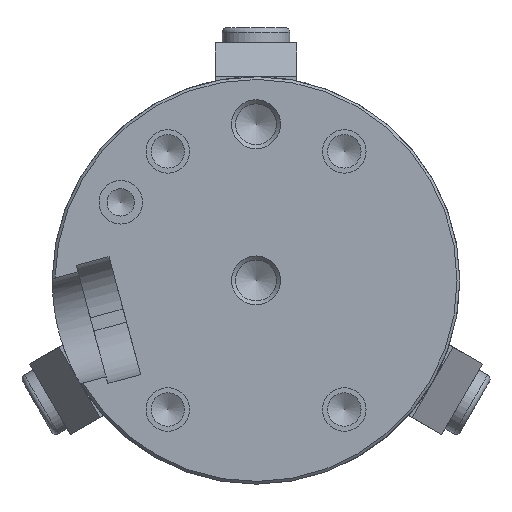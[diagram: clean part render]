
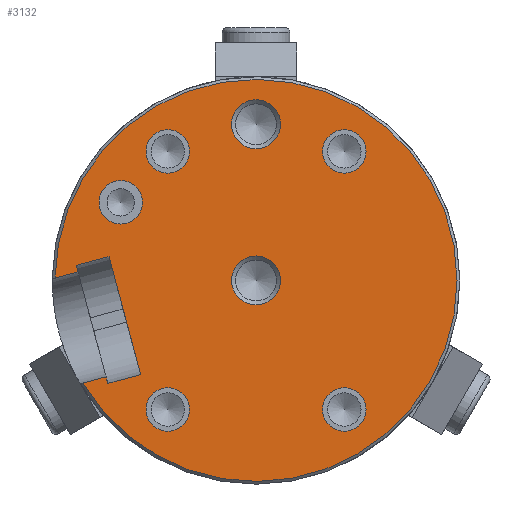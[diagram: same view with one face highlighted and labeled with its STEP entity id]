
A CAD part, front view. The second image highlights one B-rep face of the part: STEP entity #3132.
In plain terms, the highlighted planar face has unit normal (0, -1, 0).
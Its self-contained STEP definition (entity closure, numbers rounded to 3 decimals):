
#94=PLANE('',#3318);
#226=LINE('',#4427,#443);
#227=LINE('',#4430,#444);
#228=LINE('',#4432,#445);
#229=LINE('',#4434,#446);
#230=LINE('',#4436,#447);
#231=LINE('',#4438,#448);
#232=LINE('',#4442,#449);
#443=VECTOR('',#3660,1000.);
#444=VECTOR('',#3661,1000.);
#445=VECTOR('',#3662,1000.);
#446=VECTOR('',#3663,1000.);
#447=VECTOR('',#3664,1000.);
#448=VECTOR('',#3665,1000.);
#449=VECTOR('',#3668,1000.);
#671=CIRCLE('',#3319,1.8);
#672=CIRCLE('',#3320,1.8);
#673=CIRCLE('',#3321,1.6);
#674=CIRCLE('',#3322,1.6);
#675=CIRCLE('',#3323,1.6);
#676=CIRCLE('',#3324,1.6);
#677=CIRCLE('',#3325,1.6);
#678=CIRCLE('',#3326,14.8);
#829=ORIENTED_EDGE('',*,*,#1454,.F.);
#830=ORIENTED_EDGE('',*,*,#1455,.F.);
#831=ORIENTED_EDGE('',*,*,#1456,.F.);
#832=ORIENTED_EDGE('',*,*,#1457,.F.);
#833=ORIENTED_EDGE('',*,*,#1458,.T.);
#834=ORIENTED_EDGE('',*,*,#1459,.F.);
#835=ORIENTED_EDGE('',*,*,#1460,.T.);
#836=ORIENTED_EDGE('',*,*,#1461,.F.);
#837=ORIENTED_EDGE('',*,*,#1462,.F.);
#838=ORIENTED_EDGE('',*,*,#1463,.T.);
#839=ORIENTED_EDGE('',*,*,#1464,.T.);
#840=ORIENTED_EDGE('',*,*,#1465,.F.);
#841=ORIENTED_EDGE('',*,*,#1466,.T.);
#842=ORIENTED_EDGE('',*,*,#1467,.T.);
#843=ORIENTED_EDGE('',*,*,#1468,.T.);
#1454=EDGE_CURVE('',#1763,#1763,#671,.F.);
#1455=EDGE_CURVE('',#1764,#1764,#672,.T.);
#1456=EDGE_CURVE('',#1765,#1765,#673,.T.);
#1457=EDGE_CURVE('',#1766,#1766,#674,.T.);
#1458=EDGE_CURVE('',#1767,#1767,#675,.T.);
#1459=EDGE_CURVE('',#1768,#1768,#676,.T.);
#1460=EDGE_CURVE('',#1769,#1769,#677,.T.);
#1461=EDGE_CURVE('',#1770,#1771,#226,.T.);
#1462=EDGE_CURVE('',#1772,#1770,#227,.T.);
#1463=EDGE_CURVE('',#1772,#1773,#228,.T.);
#1464=EDGE_CURVE('',#1773,#1774,#229,.T.);
#1465=EDGE_CURVE('',#1775,#1774,#230,.T.);
#1466=EDGE_CURVE('',#1775,#1776,#231,.T.);
#1467=EDGE_CURVE('',#1776,#1777,#678,.T.);
#1468=EDGE_CURVE('',#1777,#1771,#232,.T.);
#1763=VERTEX_POINT('',#4414);
#1764=VERTEX_POINT('',#4416);
#1765=VERTEX_POINT('',#4418);
#1766=VERTEX_POINT('',#4420);
#1767=VERTEX_POINT('',#4422);
#1768=VERTEX_POINT('',#4424);
#1769=VERTEX_POINT('',#4426);
#1770=VERTEX_POINT('',#4428);
#1771=VERTEX_POINT('',#4429);
#1772=VERTEX_POINT('',#4431);
#1773=VERTEX_POINT('',#4433);
#1774=VERTEX_POINT('',#4435);
#1775=VERTEX_POINT('',#4437);
#1776=VERTEX_POINT('',#4439);
#1777=VERTEX_POINT('',#4441);
#1970=EDGE_LOOP('',(#829));
#1971=EDGE_LOOP('',(#830));
#1972=EDGE_LOOP('',(#831));
#1973=EDGE_LOOP('',(#832));
#1974=EDGE_LOOP('',(#833));
#1975=EDGE_LOOP('',(#834));
#1976=EDGE_LOOP('',(#835));
#1977=EDGE_LOOP('',(#836,#837,#838,#839,#840,#841,#842,#843));
#2180=FACE_BOUND('',#1970,.T.);
#2181=FACE_BOUND('',#1971,.T.);
#2182=FACE_BOUND('',#1972,.T.);
#2183=FACE_BOUND('',#1973,.T.);
#2184=FACE_BOUND('',#1974,.T.);
#2185=FACE_BOUND('',#1975,.T.);
#2186=FACE_BOUND('',#1976,.T.);
#2187=FACE_BOUND('',#1977,.T.);
#3132=ADVANCED_FACE('',(#2180,#2181,#2182,#2183,#2184,#2185,#2186,#2187),
#94,.F.);
#3318=AXIS2_PLACEMENT_3D('',#4412,#3644,#3645);
#3319=AXIS2_PLACEMENT_3D('',#4413,#3646,#3647);
#3320=AXIS2_PLACEMENT_3D('',#4415,#3648,#3649);
#3321=AXIS2_PLACEMENT_3D('',#4417,#3650,#3651);
#3322=AXIS2_PLACEMENT_3D('',#4419,#3652,#3653);
#3323=AXIS2_PLACEMENT_3D('',#4421,#3654,#3655);
#3324=AXIS2_PLACEMENT_3D('',#4423,#3656,#3657);
#3325=AXIS2_PLACEMENT_3D('',#4425,#3658,#3659);
#3326=AXIS2_PLACEMENT_3D('',#4440,#3666,#3667);
#3644=DIRECTION('',(0.,1.,0.));
#3645=DIRECTION('',(0.,0.,1.));
#3646=DIRECTION('',(0.,1.,0.));
#3647=DIRECTION('',(0.,0.,1.));
#3648=DIRECTION('',(0.,-1.,0.));
#3649=DIRECTION('',(0.,0.,-1.));
#3650=DIRECTION('',(0.,-1.,0.));
#3651=DIRECTION('',(0.,0.,-1.));
#3652=DIRECTION('',(0.,-1.,0.));
#3653=DIRECTION('',(0.,0.,-1.));
#3654=DIRECTION('',(0.,1.,0.));
#3655=DIRECTION('',(0.,0.,1.));
#3656=DIRECTION('',(0.,-1.,0.));
#3657=DIRECTION('',(0.,0.,-1.));
#3658=DIRECTION('',(0.,1.,0.));
#3659=DIRECTION('',(0.,0.,1.));
#3660=DIRECTION('',(0.259,0.,-0.966));
#3661=DIRECTION('',(-0.966,0.,-0.259));
#3662=DIRECTION('',(0.259,0.,-0.966));
#3663=DIRECTION('',(-0.966,0.,-0.259));
#3664=DIRECTION('',(0.259,0.,-0.966));
#3665=DIRECTION('',(-0.966,0.,-0.259));
#3666=DIRECTION('',(0.,-1.,0.));
#3667=DIRECTION('',(0.,0.,-1.));
#3668=DIRECTION('',(0.966,0.,0.259));
#4412=CARTESIAN_POINT('',(14.8,0.,0.));
#4413=CARTESIAN_POINT('',(0.,0.,0.));
#4414=CARTESIAN_POINT('',(0.,0.,1.8));
#4415=CARTESIAN_POINT('',(0.,0.,11.5));
#4416=CARTESIAN_POINT('',(0.,0.,9.7));
#4417=CARTESIAN_POINT('',(6.5,0.,-9.5));
#4418=CARTESIAN_POINT('',(6.5,0.,-11.1));
#4419=CARTESIAN_POINT('',(6.5,0.,9.5));
#4420=CARTESIAN_POINT('',(6.5,0.,7.9));
#4421=CARTESIAN_POINT('',(-6.5,0.,9.5));
#4422=CARTESIAN_POINT('',(-6.5,0.,11.1));
#4423=CARTESIAN_POINT('',(-6.5,0.,-9.5));
#4424=CARTESIAN_POINT('',(-6.5,0.,-11.1));
#4425=CARTESIAN_POINT('',(-9.96,0.,5.75));
#4426=CARTESIAN_POINT('',(-9.96,0.,7.35));
#4427=CARTESIAN_POINT('',(-13.239,0.,1.111));
#4428=CARTESIAN_POINT('',(-13.239,0.,1.111));
#4429=CARTESIAN_POINT('',(-13.109,0.,0.628));
#4430=CARTESIAN_POINT('',(-10.824,0.,1.758));
#4431=CARTESIAN_POINT('',(-10.824,0.,1.758));
#4432=CARTESIAN_POINT('',(-10.824,0.,1.758));
#4433=CARTESIAN_POINT('',(-8.495,0.,-6.935));
#4434=CARTESIAN_POINT('',(-8.495,0.,-6.935));
#4435=CARTESIAN_POINT('',(-10.909,0.,-7.582));
#4436=CARTESIAN_POINT('',(-13.239,0.,1.111));
#4437=CARTESIAN_POINT('',(-11.039,0.,-7.099));
#4438=CARTESIAN_POINT('',(14.844,0.,-0.164));
#4439=CARTESIAN_POINT('',(-12.728,0.,-7.552));
#4440=CARTESIAN_POINT('',(0.,0.,0.));
#4441=CARTESIAN_POINT('',(-14.799,0.,0.176));
#4442=CARTESIAN_POINT('',(12.773,0.,7.564));
